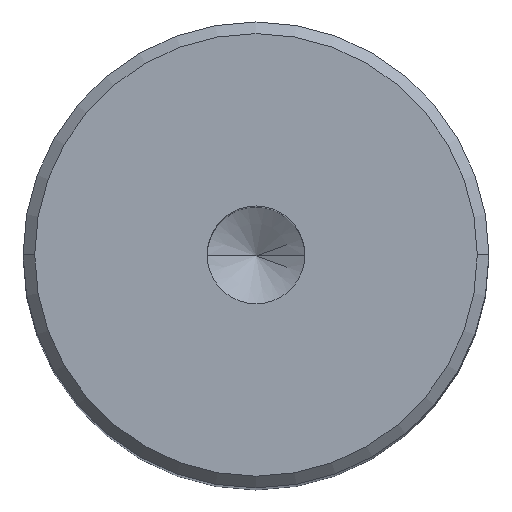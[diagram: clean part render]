
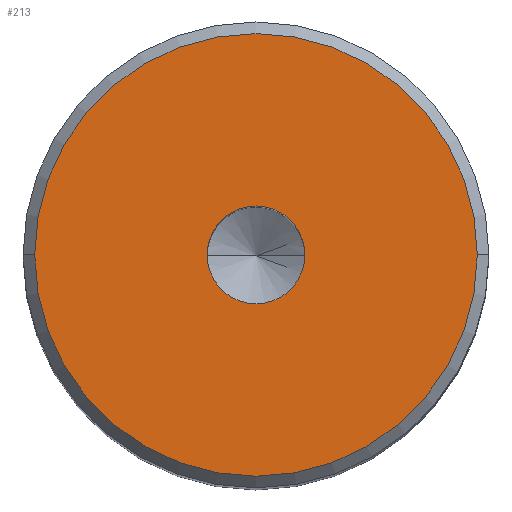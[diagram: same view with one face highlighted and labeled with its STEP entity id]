
A CAD part, top view. The second image highlights one B-rep face of the part: STEP entity #213.
In plain terms, the highlighted planar face has unit normal (0, 0, 1).
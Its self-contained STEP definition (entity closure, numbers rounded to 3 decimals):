
#3 = CARTESIAN_POINT ( 'NONE',  ( 0., 0., 0. ) ) ;
#8 = CARTESIAN_POINT ( 'NONE',  ( 0., 0., 0. ) ) ;
#22 = CARTESIAN_POINT ( 'NONE',  ( 2.1, 0., 0. ) ) ;
#53 = CARTESIAN_POINT ( 'NONE',  ( 0., 0., 0. ) ) ;
#54 = EDGE_CURVE ( 'NONE', #69, #296, #190, .T. ) ;
#57 = CARTESIAN_POINT ( 'NONE',  ( -9.5, 0., 0. ) ) ;
#61 = CIRCLE ( 'NONE', #237, 9.5 ) ;
#68 = EDGE_CURVE ( 'NONE', #174, #451, #574, .T. ) ;
#69 = VERTEX_POINT ( 'NONE', #22 ) ;
#79 = AXIS2_PLACEMENT_3D ( 'NONE', #53, #496, #452 ) ;
#157 = DIRECTION ( 'NONE',  ( 0., 0., 1. ) ) ;
#163 = AXIS2_PLACEMENT_3D ( 'NONE', #3, #544, #186 ) ;
#171 = ORIENTED_EDGE ( 'NONE', *, *, #349, .F. ) ;
#174 = VERTEX_POINT ( 'NONE', #57 ) ;
#186 = DIRECTION ( 'NONE',  ( 1., 0., 0. ) ) ;
#190 = CIRCLE ( 'NONE', #163, 2.1 ) ;
#192 = CARTESIAN_POINT ( 'NONE',  ( 0., 0., 0. ) ) ;
#200 = CARTESIAN_POINT ( 'NONE',  ( -2.1, 0., 0. ) ) ;
#213 = ADVANCED_FACE ( 'NONE', ( #371, #505 ), #327, .T. ) ;
#237 = AXIS2_PLACEMENT_3D ( 'NONE', #409, #157, #284 ) ;
#243 = EDGE_LOOP ( 'NONE', ( #463, #522 ) ) ;
#284 = DIRECTION ( 'NONE',  ( 1., 0., 0. ) ) ;
#287 = CIRCLE ( 'NONE', #575, 2.1 ) ;
#296 = VERTEX_POINT ( 'NONE', #200 ) ;
#327 = PLANE ( 'NONE',  #475 ) ;
#349 = EDGE_CURVE ( 'NONE', #296, #69, #287, .T. ) ;
#371 = FACE_BOUND ( 'NONE', #425, .T. ) ;
#376 = DIRECTION ( 'NONE',  ( 1., 0., 0. ) ) ;
#409 = CARTESIAN_POINT ( 'NONE',  ( 0., 0., 0. ) ) ;
#413 = ORIENTED_EDGE ( 'NONE', *, *, #54, .F. ) ;
#425 = EDGE_LOOP ( 'NONE', ( #413, #171 ) ) ;
#434 = DIRECTION ( 'NONE',  ( 0., 0., 1. ) ) ;
#442 = DIRECTION ( 'NONE',  ( 1., 0., 0. ) ) ;
#451 = VERTEX_POINT ( 'NONE', #490 ) ;
#452 = DIRECTION ( 'NONE',  ( 1., 0., 0. ) ) ;
#454 = DIRECTION ( 'NONE',  ( 0., 0., 1. ) ) ;
#463 = ORIENTED_EDGE ( 'NONE', *, *, #68, .T. ) ;
#475 = AXIS2_PLACEMENT_3D ( 'NONE', #192, #454, #376 ) ;
#490 = CARTESIAN_POINT ( 'NONE',  ( 9.5, 0., 0. ) ) ;
#496 = DIRECTION ( 'NONE',  ( 0., 0., 1. ) ) ;
#505 = FACE_OUTER_BOUND ( 'NONE', #243, .T. ) ;
#522 = ORIENTED_EDGE ( 'NONE', *, *, #526, .T. ) ;
#526 = EDGE_CURVE ( 'NONE', #451, #174, #61, .T. ) ;
#544 = DIRECTION ( 'NONE',  ( 0., 0., 1. ) ) ;
#574 = CIRCLE ( 'NONE', #79, 9.5 ) ;
#575 = AXIS2_PLACEMENT_3D ( 'NONE', #8, #434, #442 ) ;
